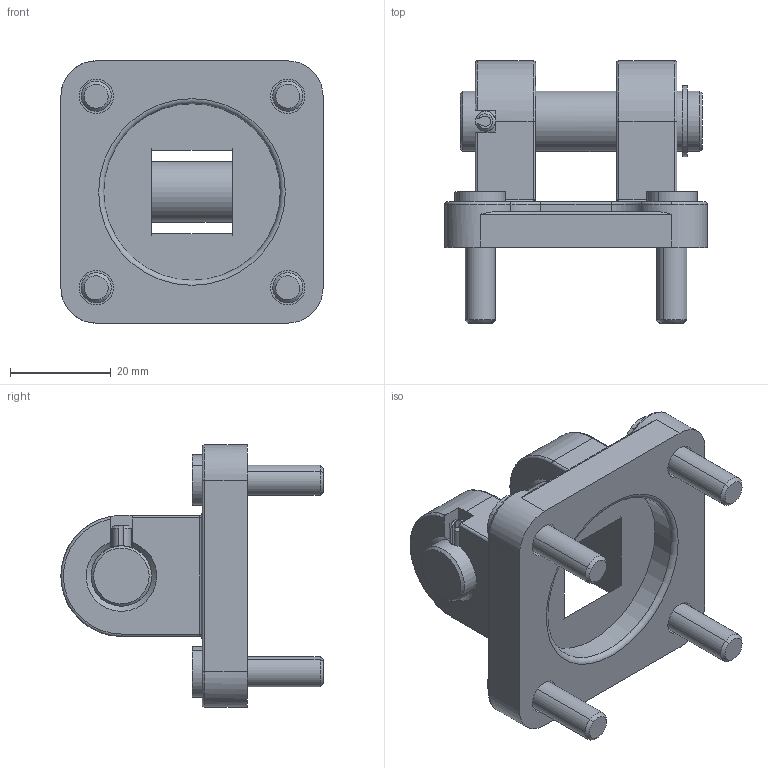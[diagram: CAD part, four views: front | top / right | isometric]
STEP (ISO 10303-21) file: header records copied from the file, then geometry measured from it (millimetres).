
FILE_DESCRIPTION(('HOOPS Exchange Step'),'2;1');
FILE_NAME('export-239DAB61-3644-4674-80B2-3CAE501FE7E9.stp','2021-09-30T14:33:22+02:00',('User'),('Alibre'),'HOOPS Exchange 2020.1','Alibre','Unknown authorisation');
FILE_SCHEMA( ('AP242_MANAGED_MODEL_BASED_3D_ENGINEERING_MIM_LF {1 0 10303 442 1 1 4 }') );
Length unit declared in the file: millimetre
Products named in the file (5): 5561-1 Hinge frame; 5561-2 hinge shaft; 5561-3 Circlip; 2390 M6x16 DIN 912 metric bolt; 5561 Z40W0950402003SP Female Hinge - Model B 040- for Rod-Eye GA-M M12x1.25
Assembly tree (7 placements, depth 2):
  5561 Z40W0950402003SP Female Hinge - Model B 040- for Rod-Eye GA-M M12x1.25
    5561-1 Hinge frame
    5561-2 hinge shaft
    5561-3 Circlip
    2390 M6x16 DIN 912 metric bolt  x4
Bounding box: 52 x 52 x 52 mm (x, y, z)
Volume: 35260.9 mm3; surface area: 17307.6 mm2
Topology: 7 solids, 7 shells, 219 faces, 546 edges, 345 vertices
Faces by surface type: cylinder 87, plane 82, cone 27, torus 19, bspline 4
Full cylindrical faces by diameter (mm): 1.8 x2, 4 x1, 6.8 x4, 11.5 x5, 12 x4, 35 x1
Entity records: 6440 total; most frequent: CARTESIAN_POINT 2164, DIRECTION 956, ORIENTED_EDGE 820, EDGE_CURVE 410, AXIS2_PLACEMENT_3D 389, VERTEX_POINT 267, CIRCLE 202, EDGE_LOOP 191
